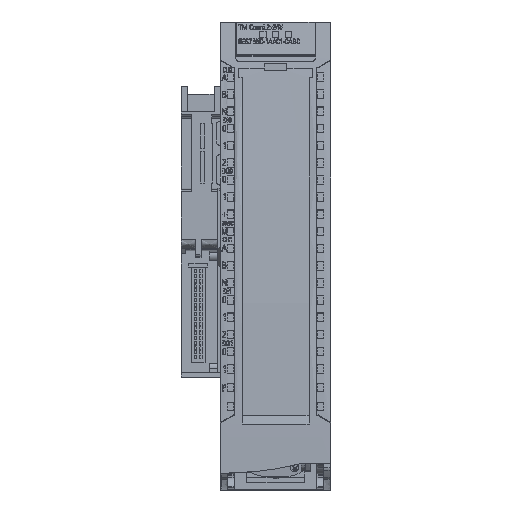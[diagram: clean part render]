
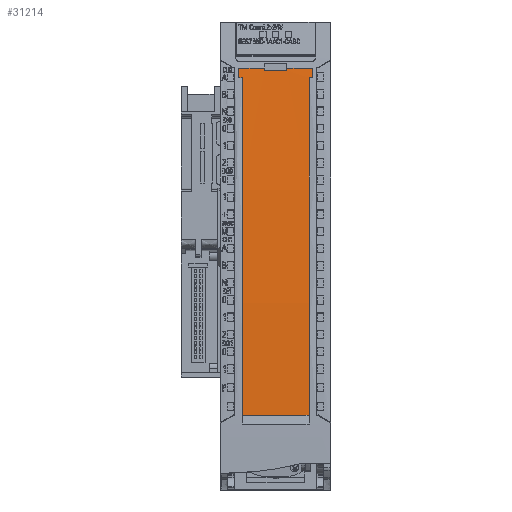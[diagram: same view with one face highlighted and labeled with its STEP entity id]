
A CAD part, top view. The second image highlights one B-rep face of the part: STEP entity #31214.
In plain terms, the highlighted cylindrical face has radius 999.1 mm (diameter 1998.2 mm), a partial arc.
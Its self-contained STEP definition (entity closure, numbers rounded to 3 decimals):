
#31214=ADVANCED_FACE('',(#35396),#33043,.T.);
#33043=CYLINDRICAL_SURFACE('',#98022,999.1);
#35396=FACE_OUTER_BOUND('',#39301,.T.);
#39301=EDGE_LOOP('',(#70296,#70297,#70298,#70299,#70300,#70301,#70302,#70303,
#70304,#70305,#70306,#70307));
#47008=LINE('',#133215,#54775);
#47079=LINE('',#133423,#54850);
#47080=LINE('',#133425,#54851);
#47082=LINE('',#133429,#54853);
#47083=LINE('',#133434,#54854);
#47084=LINE('',#133435,#54855);
#54775=VECTOR('',#110993,1.);
#54850=VECTOR('',#111194,1.);
#54851=VECTOR('',#111197,1.);
#54853=VECTOR('',#111201,1.);
#54854=VECTOR('',#111206,1.);
#54855=VECTOR('',#111207,1.);
#70296=ORIENTED_EDGE('',*,*,#90170,.F.);
#70297=ORIENTED_EDGE('',*,*,#90179,.F.);
#70298=ORIENTED_EDGE('',*,*,#90180,.F.);
#70299=ORIENTED_EDGE('',*,*,#90177,.T.);
#70300=ORIENTED_EDGE('',*,*,#90101,.T.);
#70301=ORIENTED_EDGE('',*,*,#90095,.T.);
#70302=ORIENTED_EDGE('',*,*,#90091,.T.);
#70303=ORIENTED_EDGE('',*,*,#90176,.T.);
#70304=ORIENTED_EDGE('',*,*,#90181,.T.);
#70305=ORIENTED_EDGE('',*,*,#90182,.F.);
#70306=ORIENTED_EDGE('',*,*,#90174,.T.);
#70307=ORIENTED_EDGE('',*,*,#90183,.F.);
#81490=VERTEX_POINT('',#133203);
#81491=VERTEX_POINT('',#133205);
#81494=VERTEX_POINT('',#133216);
#81496=VERTEX_POINT('',#133222);
#81522=VERTEX_POINT('',#133410);
#81523=VERTEX_POINT('',#133412);
#81524=VERTEX_POINT('',#133416);
#81525=VERTEX_POINT('',#133418);
#81526=VERTEX_POINT('',#133422);
#81527=VERTEX_POINT('',#133426);
#81528=VERTEX_POINT('',#133430);
#81529=VERTEX_POINT('',#133433);
#90091=EDGE_CURVE('',#81491,#81490,#94564,.T.);
#90095=EDGE_CURVE('',#81494,#81491,#47008,.T.);
#90101=EDGE_CURVE('',#81496,#81494,#94565,.T.);
#90170=EDGE_CURVE('',#81522,#81523,#94569,.T.);
#90174=EDGE_CURVE('',#81524,#81525,#94570,.T.);
#90176=EDGE_CURVE('',#81490,#81526,#47079,.T.);
#90177=EDGE_CURVE('',#81527,#81496,#47080,.T.);
#90179=EDGE_CURVE('',#81528,#81522,#47082,.T.);
#90180=EDGE_CURVE('',#81527,#81528,#94571,.T.);
#90181=EDGE_CURVE('',#81526,#81529,#94572,.T.);
#90182=EDGE_CURVE('',#81524,#81529,#47083,.T.);
#90183=EDGE_CURVE('',#81523,#81525,#47084,.T.);
#94564=CIRCLE('',#97953,999.1);
#94565=CIRCLE('',#97956,999.1);
#94569=CIRCLE('',#98014,999.1);
#94570=CIRCLE('',#98016,999.1);
#94571=CIRCLE('',#98020,999.1);
#94572=CIRCLE('',#98021,999.1);
#97953=AXIS2_PLACEMENT_3D('',#133204,#110987,#110988);
#97956=AXIS2_PLACEMENT_3D('',#133229,#111000,#111001);
#98014=AXIS2_PLACEMENT_3D('',#133411,#111182,#111183);
#98016=AXIS2_PLACEMENT_3D('',#133419,#111189,#111190);
#98020=AXIS2_PLACEMENT_3D('',#133431,#111202,#111203);
#98021=AXIS2_PLACEMENT_3D('',#133432,#111204,#111205);
#98022=AXIS2_PLACEMENT_3D('',#133436,#111208,#111209);
#110987=DIRECTION('',(-1.,0.,0.));
#110988=DIRECTION('',(0.,0.,-1.));
#110993=DIRECTION('',(-1.,0.,0.));
#111000=DIRECTION('',(1.,0.,0.));
#111001=DIRECTION('',(0.,0.,1.));
#111182=DIRECTION('',(1.,0.,0.));
#111183=DIRECTION('',(0.,0.008,1.));
#111189=DIRECTION('',(1.,0.,0.));
#111190=DIRECTION('',(0.,0.008,1.));
#111194=DIRECTION('',(-1.,0.,0.));
#111197=DIRECTION('',(-1.,0.,0.));
#111201=DIRECTION('',(-1.,0.,0.));
#111202=DIRECTION('',(1.,0.,0.));
#111203=DIRECTION('',(0.,0.008,1.));
#111204=DIRECTION('',(1.,0.,0.));
#111205=DIRECTION('',(0.,0.008,1.));
#111206=DIRECTION('',(-1.,0.,0.));
#111207=DIRECTION('',(-1.,0.,0.));
#111208=DIRECTION('',(-1.,0.,0.));
#111209=DIRECTION('',(0.,0.,1.));
#133203=CARTESIAN_POINT('',(-3.5,54.894,127.179));
#133204=CARTESIAN_POINT('',(-3.5,-62.5,-865.));
#133205=CARTESIAN_POINT('',(-3.5,54.351,127.243));
#133215=CARTESIAN_POINT('',(10.5,54.351,127.243));
#133216=CARTESIAN_POINT('',(3.5,54.351,127.243));
#133222=CARTESIAN_POINT('',(3.5,54.894,127.179));
#133229=CARTESIAN_POINT('',(3.5,-62.5,-865.));
#133410=CARTESIAN_POINT('',(10.5,51.917,127.527));
#133411=CARTESIAN_POINT('',(10.5,-62.5,-865.));
#133412=CARTESIAN_POINT('',(10.5,-54.207,134.066));
#133416=CARTESIAN_POINT('',(-10.5,51.917,127.527));
#133418=CARTESIAN_POINT('',(-10.5,-54.207,134.066));
#133419=CARTESIAN_POINT('',(-10.5,-62.5,-865.));
#133422=CARTESIAN_POINT('',(-11.65,54.894,127.179));
#133423=CARTESIAN_POINT('',(10.5,54.894,127.179));
#133425=CARTESIAN_POINT('',(10.5,54.894,127.179));
#133426=CARTESIAN_POINT('',(11.65,54.894,127.179));
#133429=CARTESIAN_POINT('',(11.65,51.917,127.527));
#133430=CARTESIAN_POINT('',(11.65,51.917,127.527));
#133431=CARTESIAN_POINT('',(11.65,-62.5,-865.));
#133432=CARTESIAN_POINT('',(-11.65,-62.5,-865.));
#133433=CARTESIAN_POINT('',(-11.65,51.917,127.527));
#133434=CARTESIAN_POINT('',(11.65,51.917,127.527));
#133435=CARTESIAN_POINT('',(10.5,-54.207,134.066));
#133436=CARTESIAN_POINT('',(10.5,-62.5,-865.));
